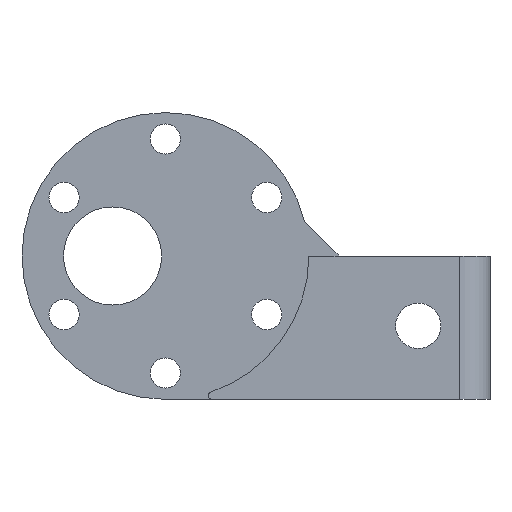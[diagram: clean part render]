
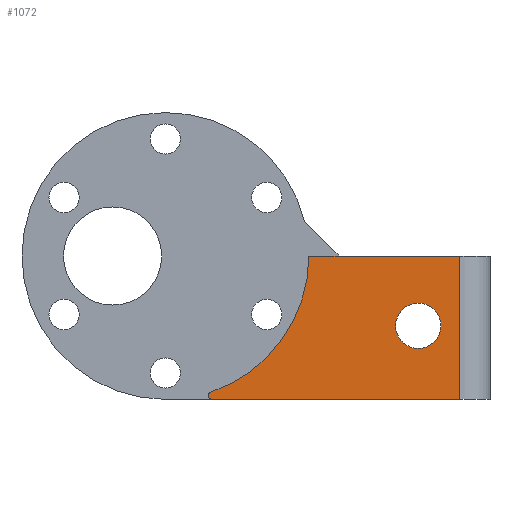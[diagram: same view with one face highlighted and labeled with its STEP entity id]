
A CAD part, left-side view. The second image highlights one B-rep face of the part: STEP entity #1072.
In plain terms, the highlighted planar face has unit normal (-1, 0, 0).
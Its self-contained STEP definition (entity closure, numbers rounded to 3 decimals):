
#86 = VECTOR ( 'NONE', #1677, 1000. ) ;
#124 = LINE ( 'NONE', #422, #86 ) ;
#180 = CARTESIAN_POINT ( 'NONE',  ( -70.75, -16., -19. ) ) ;
#181 = DIRECTION ( 'NONE',  ( 0., 0., -1. ) ) ;
#188 = DIRECTION ( 'NONE',  ( -1., 0., 0. ) ) ;
#205 = CARTESIAN_POINT ( 'NONE',  ( -70.75, -10.5, -9.247 ) ) ;
#230 = VERTEX_POINT ( 'NONE', #180 ) ;
#264 = VERTEX_POINT ( 'NONE', #1310 ) ;
#276 = CARTESIAN_POINT ( 'NONE',  ( -70.75, 23., 0. ) ) ;
#279 = AXIS2_PLACEMENT_3D ( 'NONE', #1584, #188, #854 ) ;
#360 = DIRECTION ( 'NONE',  ( 0., -1., 0. ) ) ;
#382 = FACE_BOUND ( 'NONE', #457, .T. ) ;
#422 = CARTESIAN_POINT ( 'NONE',  ( -70.75, -16., -19. ) ) ;
#457 = EDGE_LOOP ( 'NONE', ( #1580, #830 ) ) ;
#471 = CARTESIAN_POINT ( 'NONE',  ( -70.75, -16., 0. ) ) ;
#473 = AXIS2_PLACEMENT_3D ( 'NONE', #1241, #1783, #1089 ) ;
#499 = VERTEX_POINT ( 'NONE', #769 ) ;
#516 = CIRCLE ( 'NONE', #279, 0.5 ) ;
#608 = EDGE_LOOP ( 'NONE', ( #861, #1751, #1283, #1399, #1281 ) ) ;
#659 = DIRECTION ( 'NONE',  ( 0., -1., 0. ) ) ;
#685 = EDGE_CURVE ( 'NONE', #1135, #992, #1698, .T. ) ;
#765 = EDGE_CURVE ( 'NONE', #1007, #230, #1742, .T. ) ;
#769 = CARTESIAN_POINT ( 'NONE',  ( -70.75, 16.994, -18.026 ) ) ;
#786 = DIRECTION ( 'NONE',  ( 1., 0., 0. ) ) ;
#830 = ORIENTED_EDGE ( 'NONE', *, *, #1260, .T. ) ;
#836 = CIRCLE ( 'NONE', #1220, 3. ) ;
#846 = CARTESIAN_POINT ( 'NONE',  ( -70.75, -10.5, -6.247 ) ) ;
#854 = DIRECTION ( 'NONE',  ( 0., 0., 1. ) ) ;
#861 = ORIENTED_EDGE ( 'NONE', *, *, #765, .T. ) ;
#917 = EDGE_CURVE ( 'NONE', #264, #1483, #1380, .T. ) ;
#924 = DIRECTION ( 'NONE',  ( 0., 0., -1. ) ) ;
#932 = DIRECTION ( 'NONE',  ( 1., 0., 0. ) ) ;
#985 = EDGE_CURVE ( 'NONE', #264, #499, #1588, .T. ) ;
#992 = VERTEX_POINT ( 'NONE', #846 ) ;
#1000 = DIRECTION ( 'NONE',  ( 1., 0., 0. ) ) ;
#1007 = VERTEX_POINT ( 'NONE', #1576 ) ;
#1050 = CARTESIAN_POINT ( 'NONE',  ( -70.75, -10.5, -9.247 ) ) ;
#1072 = ADVANCED_FACE ( 'NONE', ( #382, #1215 ), #1231, .T. ) ;
#1089 = DIRECTION ( 'NONE',  ( 0., 0., 1. ) ) ;
#1135 = VERTEX_POINT ( 'NONE', #1524 ) ;
#1215 = FACE_OUTER_BOUND ( 'NONE', #608, .T. ) ;
#1220 = AXIS2_PLACEMENT_3D ( 'NONE', #205, #786, #181 ) ;
#1231 = PLANE ( 'NONE',  #473 ) ;
#1241 = CARTESIAN_POINT ( 'NONE',  ( -70.75, -20., -19. ) ) ;
#1260 = EDGE_CURVE ( 'NONE', #992, #1135, #836, .T. ) ;
#1281 = ORIENTED_EDGE ( 'NONE', *, *, #1398, .T. ) ;
#1283 = ORIENTED_EDGE ( 'NONE', *, *, #917, .F. ) ;
#1310 = CARTESIAN_POINT ( 'NONE',  ( -70.75, 4., 0. ) ) ;
#1380 = LINE ( 'NONE', #1649, #1589 ) ;
#1398 = EDGE_CURVE ( 'NONE', #499, #1007, #516, .T. ) ;
#1399 = ORIENTED_EDGE ( 'NONE', *, *, #985, .T. ) ;
#1483 = VERTEX_POINT ( 'NONE', #471 ) ;
#1524 = CARTESIAN_POINT ( 'NONE',  ( -70.75, -10.5, -12.247 ) ) ;
#1529 = AXIS2_PLACEMENT_3D ( 'NONE', #276, #1000, #1691 ) ;
#1576 = CARTESIAN_POINT ( 'NONE',  ( -70.75, 16.836, -19. ) ) ;
#1580 = ORIENTED_EDGE ( 'NONE', *, *, #685, .T. ) ;
#1584 = CARTESIAN_POINT ( 'NONE',  ( -70.75, 16.836, -18.5 ) ) ;
#1588 = CIRCLE ( 'NONE', #1529, 19. ) ;
#1589 = VECTOR ( 'NONE', #659, 1000. ) ;
#1622 = CARTESIAN_POINT ( 'NONE',  ( -70.75, -20., -19. ) ) ;
#1649 = CARTESIAN_POINT ( 'NONE',  ( -70.75, -20., 0. ) ) ;
#1654 = EDGE_CURVE ( 'NONE', #230, #1483, #124, .T. ) ;
#1677 = DIRECTION ( 'NONE',  ( 0., 0., 1. ) ) ;
#1691 = DIRECTION ( 'NONE',  ( 0., 0., 1. ) ) ;
#1698 = CIRCLE ( 'NONE', #1795, 3. ) ;
#1730 = VECTOR ( 'NONE', #360, 1000. ) ;
#1742 = LINE ( 'NONE', #1622, #1730 ) ;
#1751 = ORIENTED_EDGE ( 'NONE', *, *, #1654, .T. ) ;
#1783 = DIRECTION ( 'NONE',  ( -1., 0., 0. ) ) ;
#1795 = AXIS2_PLACEMENT_3D ( 'NONE', #1050, #932, #924 ) ;
